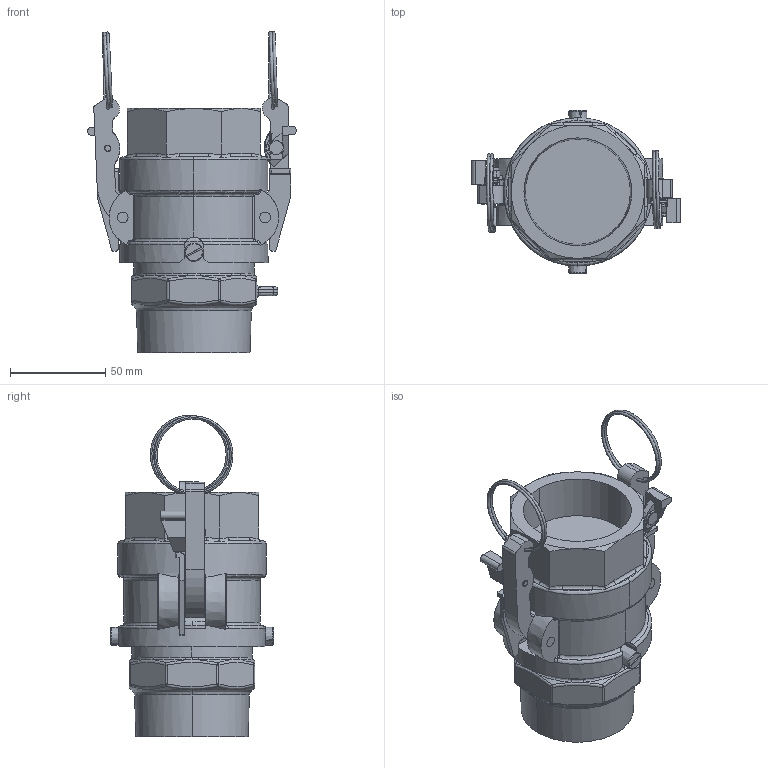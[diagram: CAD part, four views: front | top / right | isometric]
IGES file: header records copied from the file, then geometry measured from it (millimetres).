
Start section: SolidWorks IGES file using analytic representation for surfaces
Global section: file name: 81342001.IGS; native system: SolidWorks 2019; preprocessor: SolidWorks 2019; author: lpeoples; date: 200302.161425; units: inch
Bounding box: 109.61 x 85.72 x 168.56 mm (x, y, z)
Volume: 333293.9 mm3; surface area: 72157.1 mm2
Topology: 1 solids, 1 shells, 584 faces, 1505 edges, 913 vertices
Faces by surface type: revolution 282, plane 178, bspline 124
